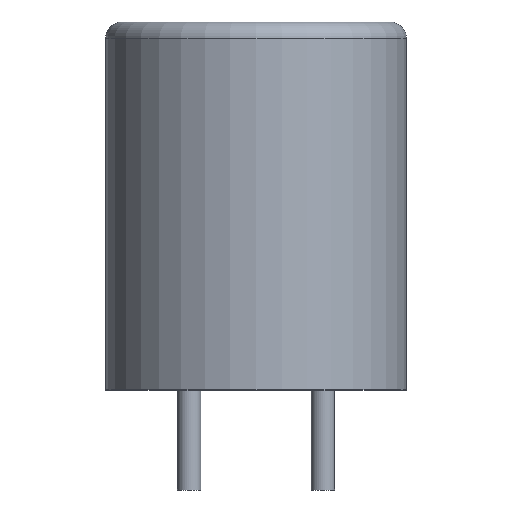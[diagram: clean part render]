
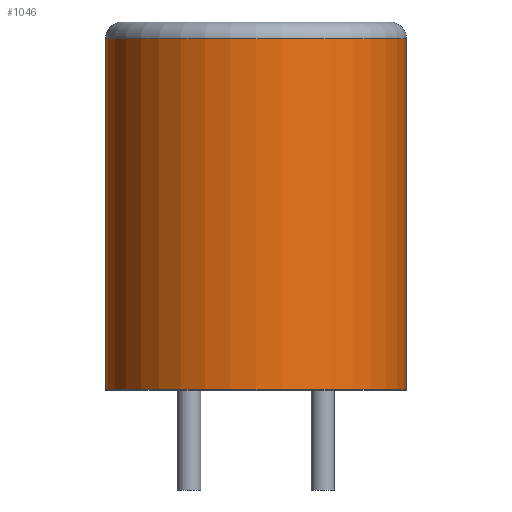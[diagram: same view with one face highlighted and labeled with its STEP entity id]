
A CAD part, front view. The second image highlights one B-rep face of the part: STEP entity #1046.
In plain terms, the highlighted cylindrical face has radius 4.5 mm (diameter 9 mm), a full revolution.
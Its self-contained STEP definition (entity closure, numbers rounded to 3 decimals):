
#87=LINE('',#2386,#127);
#127=VECTOR('',#1464,4.5);
#149=CYLINDRICAL_SURFACE('',#1185,4.5);
#276=FACE_OUTER_BOUND('',#352,.T.);
#352=EDGE_LOOP('',(#945,#946,#947,#948));
#426=CIRCLE('',#1184,4.5);
#427=CIRCLE('',#1186,4.5);
#513=VERTEX_POINT('',#2381);
#514=VERTEX_POINT('',#2385);
#659=EDGE_CURVE('',#513,#513,#426,.T.);
#660=EDGE_CURVE('',#513,#514,#87,.T.);
#661=EDGE_CURVE('',#514,#514,#427,.T.);
#945=ORIENTED_EDGE('',*,*,#659,.F.);
#946=ORIENTED_EDGE('',*,*,#660,.T.);
#947=ORIENTED_EDGE('',*,*,#661,.T.);
#948=ORIENTED_EDGE('',*,*,#660,.F.);
#1046=ADVANCED_FACE('',(#276),#149,.T.);
#1184=AXIS2_PLACEMENT_3D('',#2383,#1460,#1461);
#1185=AXIS2_PLACEMENT_3D('',#2384,#1462,#1463);
#1186=AXIS2_PLACEMENT_3D('',#2387,#1465,#1466);
#1460=DIRECTION('center_axis',(0.,0.,1.));
#1461=DIRECTION('ref_axis',(1.,0.,0.));
#1462=DIRECTION('center_axis',(0.,0.,1.));
#1463=DIRECTION('ref_axis',(1.,0.,0.));
#1464=DIRECTION('',(0.,0.,-1.));
#1465=DIRECTION('center_axis',(0.,0.,1.));
#1466=DIRECTION('ref_axis',(1.,0.,0.));
#2381=CARTESIAN_POINT('',(-4.5,0.,10.5));
#2383=CARTESIAN_POINT('Origin',(0.,0.,10.5));
#2384=CARTESIAN_POINT('Origin',(0.,0.,0.));
#2385=CARTESIAN_POINT('',(-4.5,0.,0.));
#2386=CARTESIAN_POINT('',(-4.5,0.,0.));
#2387=CARTESIAN_POINT('Origin',(0.,0.,0.));
